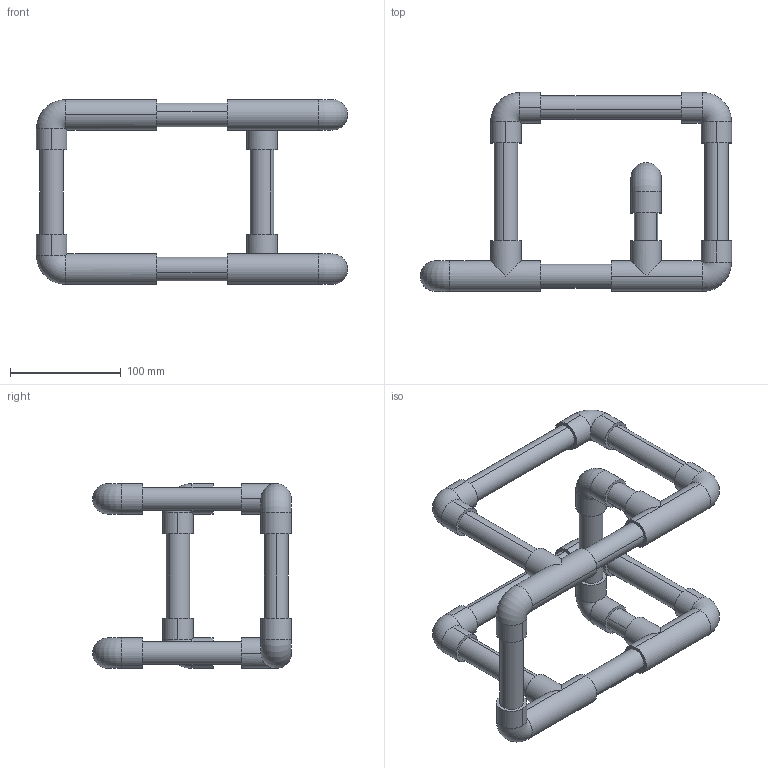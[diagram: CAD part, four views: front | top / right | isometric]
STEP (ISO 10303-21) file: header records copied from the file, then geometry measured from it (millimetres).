
FILE_DESCRIPTION (( 'STEP AP203' ), '1' );
FILE_NAME ('E80RobotFinal.STEP', '2020-02-28T23:40:18', ( '' ), ( '' ), 'SwSTEP 2.0', 'SolidWorks 2019', '' );
FILE_SCHEMA (( 'CONFIG_CONTROL_DESIGN' ));
Length unit declared in the file: inch
Products named in the file (1): E80RobotFinal
Bounding box: 281.56 x 179.96 x 167.26 mm (x, y, z)
Surface area: 145864.6 mm2 (no closed solid volume)
Topology: 0 solids, 1 shells, 109 faces, 281 edges, 172 vertices
Faces by surface type: cylinder 75, plane 24, torus 10
Entity records: 3333 total; most frequent: CARTESIAN_POINT 624, DIRECTION 609, ORIENTED_EDGE 522, AXIS2_PLACEMENT_3D 265, EDGE_CURVE 261, VERTEX_POINT 172, CIRCLE 155, EDGE_LOOP 133
